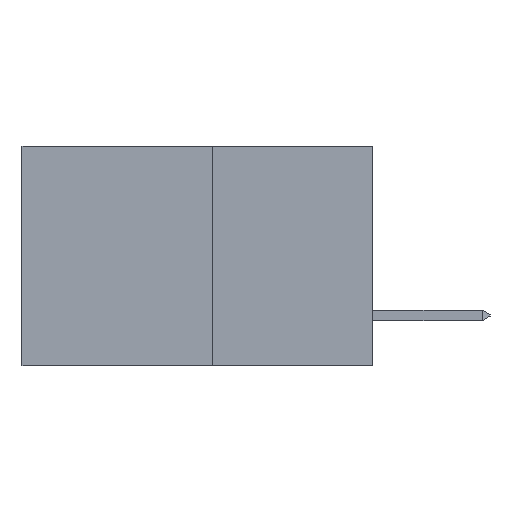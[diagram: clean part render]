
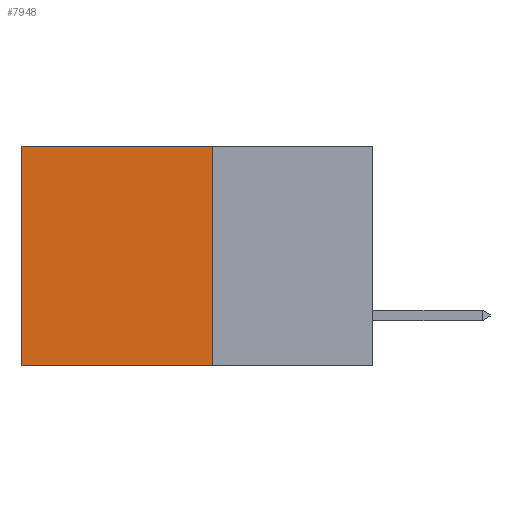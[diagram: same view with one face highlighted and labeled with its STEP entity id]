
A CAD part, left-side view. The second image highlights one B-rep face of the part: STEP entity #7948.
In plain terms, the highlighted planar face has unit normal (-1, 0, 0).
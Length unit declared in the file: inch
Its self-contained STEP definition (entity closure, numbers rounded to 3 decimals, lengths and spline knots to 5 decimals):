
#118 = VECTOR ( 'NONE', #6139, 39.37008 ) ;
#956 = ORIENTED_EDGE ( 'NONE', *, *, #1228, .T. ) ;
#1174 = VECTOR ( 'NONE', #4443, 39.37008 ) ;
#1228 = EDGE_CURVE ( 'NONE', #4849, #5329, #2192, .T. ) ;
#1756 = CARTESIAN_POINT ( 'NONE',  ( 0.277, 0.27, 0. ) ) ;
#2147 = VECTOR ( 'NONE', #2617, 39.37008 ) ;
#2192 = LINE ( 'NONE', #1756, #7530 ) ;
#2249 = CARTESIAN_POINT ( 'NONE',  ( 0.277, 0.59, 0. ) ) ;
#2363 = LINE ( 'NONE', #3275, #2147 ) ;
#2617 = DIRECTION ( 'NONE',  ( 0., 0., -1. ) ) ;
#2916 = EDGE_CURVE ( 'NONE', #3619, #7580, #3031, .T. ) ;
#3031 = LINE ( 'NONE', #7894, #1174 ) ;
#3103 = ORIENTED_EDGE ( 'NONE', *, *, #4362, .F. ) ;
#3128 = CARTESIAN_POINT ( 'NONE',  ( 0.277, 0.27, -0.37 ) ) ;
#3275 = CARTESIAN_POINT ( 'NONE',  ( 0.277, 0.59, -0.37 ) ) ;
#3619 = VERTEX_POINT ( 'NONE', #3128 ) ;
#3722 = PLANE ( 'NONE',  #7797 ) ;
#3750 = DIRECTION ( 'NONE',  ( 0., 0., -1. ) ) ;
#3780 = FACE_OUTER_BOUND ( 'NONE', #4979, .T. ) ;
#4362 = EDGE_CURVE ( 'NONE', #4849, #3619, #5711, .T. ) ;
#4443 = DIRECTION ( 'NONE',  ( 0., 1., 0. ) ) ;
#4565 = CARTESIAN_POINT ( 'NONE',  ( 0.277, 0.27, 0. ) ) ;
#4849 = VERTEX_POINT ( 'NONE', #4565 ) ;
#4979 = EDGE_LOOP ( 'NONE', ( #5427, #5303, #3103, #956 ) ) ;
#5132 = CARTESIAN_POINT ( 'NONE',  ( 0.277, 0.27, -0.37 ) ) ;
#5303 = ORIENTED_EDGE ( 'NONE', *, *, #2916, .F. ) ;
#5329 = VERTEX_POINT ( 'NONE', #2249 ) ;
#5427 = ORIENTED_EDGE ( 'NONE', *, *, #8308, .T. ) ;
#5711 = LINE ( 'NONE', #8908, #118 ) ;
#6139 = DIRECTION ( 'NONE',  ( 0., 0., -1. ) ) ;
#7530 = VECTOR ( 'NONE', #8655, 39.37008 ) ;
#7580 = VERTEX_POINT ( 'NONE', #8907 ) ;
#7797 = AXIS2_PLACEMENT_3D ( 'NONE', #5132, #7932, #3750 ) ;
#7894 = CARTESIAN_POINT ( 'NONE',  ( 0.277, 0.27, -0.37 ) ) ;
#7932 = DIRECTION ( 'NONE',  ( 1., 0., 0. ) ) ;
#7948 = ADVANCED_FACE ( 'NONE', ( #3780 ), #3722, .F. ) ;
#8308 = EDGE_CURVE ( 'NONE', #5329, #7580, #2363, .T. ) ;
#8655 = DIRECTION ( 'NONE',  ( 0., 1., 0. ) ) ;
#8907 = CARTESIAN_POINT ( 'NONE',  ( 0.277, 0.59, -0.37 ) ) ;
#8908 = CARTESIAN_POINT ( 'NONE',  ( 0.277, 0.27, -0.37 ) ) ;
